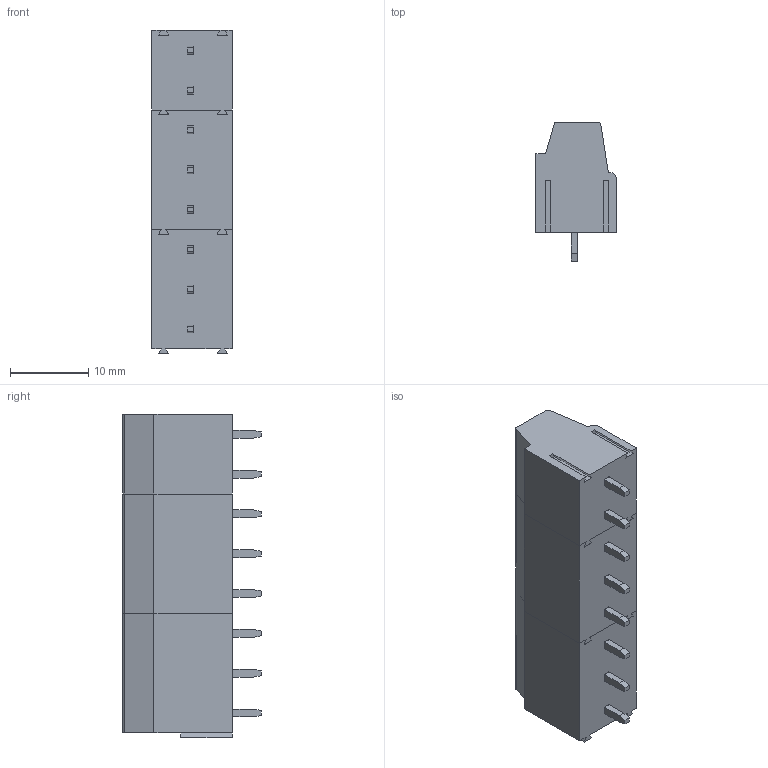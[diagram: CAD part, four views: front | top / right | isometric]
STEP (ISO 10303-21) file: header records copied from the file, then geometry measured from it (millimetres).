
FILE_DESCRIPTION (( 'STEP AP203' ), '1' );
FILE_NAME ('CUI_DEVICES_TB007-508-08BE.step', '2019-10-21T21:27:02', ( '' ), ( '' ), 'SwSTEP 2.0', 'SolidWorks 2019', '' );
FILE_SCHEMA (( 'CONFIG_CONTROL_DESIGN' ));
Length unit declared in the file: millimetre
Products named in the file (3): CUI_DEVICES_TB007-508-08BE; TB007-508-03P_Blue - S; TB007-508-02P_Blue - S
Assembly tree (3 placements, depth 2):
  CUI_DEVICES_TB007-508-08BE
    TB007-508-02P_Blue - S
    TB007-508-03P_Blue - S  x2
Bounding box: 10.25 x 17.7 x 41.24 mm (x, y, z)
Volume: 4902.3 mm3; surface area: 3430.6 mm2
Topology: 3 solids, 3 shells, 335 faces, 859 edges, 562 vertices
Faces by surface type: plane 222, bspline 56, cylinder 41, cone 16
Entity records: 7430 total; most frequent: CARTESIAN_POINT 2099, ORIENTED_EDGE 1094, DIRECTION 972, EDGE_CURVE 547, VERTEX_POINT 358, LINE 350, VECTOR 350, AXIS2_PLACEMENT_3D 311
